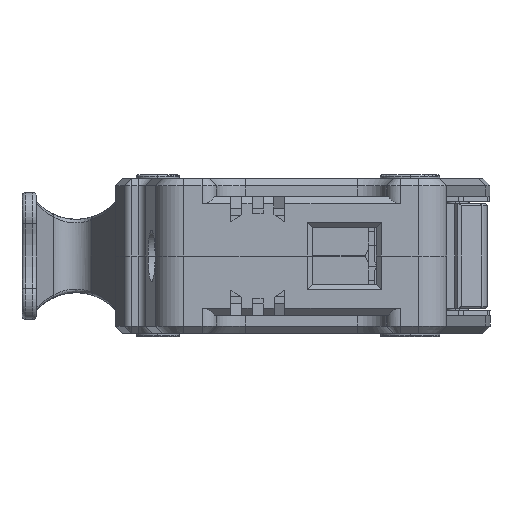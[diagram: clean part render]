
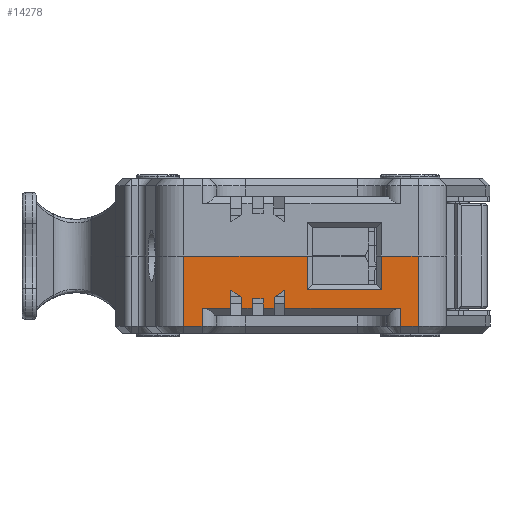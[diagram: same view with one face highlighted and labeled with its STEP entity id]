
A CAD part, left-side view. The second image highlights one B-rep face of the part: STEP entity #14278.
In plain terms, the highlighted planar face has unit normal (-1, 0, 0).
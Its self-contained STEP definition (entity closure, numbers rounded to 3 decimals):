
#3097=DIRECTION('',(0.,1.,0.));
#3098=VECTOR('',#3097,2.514);
#3099=CARTESIAN_POINT('',(-63.5,7.85,
-9.75));
#3100=LINE('',#3099,#3098);
#3101=DIRECTION('',(0.,-1.,0.));
#3102=VECTOR('',#3101,17.114);
#3103=CARTESIAN_POINT('',(-63.5,10.364,0.));
#3104=LINE('',#3103,#3102);
#3105=DIRECTION('',(0.,1.,0.));
#3106=VECTOR('',#3105,2.421);
#3107=CARTESIAN_POINT('',(-63.5,-22.171,
-9.75));
#3108=LINE('',#3107,#3106);
#3109=DIRECTION('',(0.,1.,0.));
#3110=VECTOR('',#3109,16.1);
#3111=CARTESIAN_POINT('',(-63.5,-19.75,-7.25));
#3112=LINE('',#3111,#3110);
#3113=DIRECTION('',(0.,0.,1.));
#3114=VECTOR('',#3113,2.5);
#3115=CARTESIAN_POINT('',(-63.5,-3.65,-7.25));
#3116=LINE('',#3115,#3114);
#3117=DIRECTION('',(0.,0.832,-0.555));
#3118=VECTOR('',#3117,1.803);
#3119=CARTESIAN_POINT('',(-63.5,-3.65,-4.75));
#3120=LINE('',#3119,#3118);
#3121=DIRECTION('',(0.,0.,1.));
#3122=VECTOR('',#3121,1.3);
#3123=CARTESIAN_POINT('',(-63.5,-0.65,-7.25));
#3124=LINE('',#3123,#3122);
#3125=DIRECTION('',(0.,1.,0.));
#3126=VECTOR('',#3125,1.5);
#3127=CARTESIAN_POINT('',(-63.5,-0.65,-5.95));
#3128=LINE('',#3127,#3126);
#3129=DIRECTION('',(0.,0.,1.));
#3130=VECTOR('',#3129,1.5);
#3131=CARTESIAN_POINT('',(-63.5,2.35,-7.25));
#3132=LINE('',#3131,#3130);
#3133=DIRECTION('',(0.,0.832,0.555));
#3134=VECTOR('',#3133,1.803);
#3135=CARTESIAN_POINT('',(-63.5,2.35,-5.75));
#3136=LINE('',#3135,#3134);
#3137=DIRECTION('',(0.,1.,0.));
#3138=VECTOR('',#3137,4.);
#3139=CARTESIAN_POINT('',(-63.5,3.85,-7.25));
#3140=LINE('',#3139,#3138);
#3145=DIRECTION('',(0.,0.,-1.));
#3146=VECTOR('',#3145,9.75);
#3147=CARTESIAN_POINT('',(-63.5,10.364,0.));
#3148=LINE('',#3147,#3146);
#3225=DIRECTION('',(0.,0.,1.));
#3226=VECTOR('',#3225,4.65);
#3227=CARTESIAN_POINT('',(-63.5,-6.75,-4.65));
#3228=LINE('',#3227,#3226);
#3229=DIRECTION('',(0.,1.,0.));
#3230=VECTOR('',#3229,10.3);
#3231=CARTESIAN_POINT('',(-63.5,-17.05,-4.65));
#3232=LINE('',#3231,#3230);
#3253=DIRECTION('',(0.,0.,-1.));
#3254=VECTOR('',#3253,4.65);
#3255=CARTESIAN_POINT('',(-63.5,-17.05,0.));
#3256=LINE('',#3255,#3254);
#3280=DIRECTION('',(0.,1.,0.));
#3281=VECTOR('',#3280,5.121);
#3282=CARTESIAN_POINT('',(-63.5,-22.171,0.));
#3283=LINE('',#3282,#3281);
#6165=DIRECTION('',(0.,0.,1.));
#6166=VECTOR('',#6165,9.75);
#6167=CARTESIAN_POINT('',(-63.5,-22.171,
-9.75));
#6168=LINE('',#6167,#6166);
#6240=DIRECTION('',(0.,0.,-1.));
#6241=VECTOR('',#6240,2.5);
#6242=CARTESIAN_POINT('',(-63.5,-19.75,-7.25));
#6243=LINE('',#6242,#6241);
#6300=DIRECTION('',(0.,-1.,0.));
#6301=VECTOR('',#6300,1.5);
#6302=CARTESIAN_POINT('',(-63.5,-0.65,-7.25));
#6303=LINE('',#6302,#6301);
#6308=DIRECTION('',(0.,0.,1.));
#6309=VECTOR('',#6308,1.5);
#6310=CARTESIAN_POINT('',(-63.5,-2.15,-7.25));
#6311=LINE('',#6310,#6309);
#6356=DIRECTION('',(0.,0.,1.));
#6357=VECTOR('',#6356,1.3);
#6358=CARTESIAN_POINT('',(-63.5,0.85,-7.25));
#6359=LINE('',#6358,#6357);
#6368=DIRECTION('',(0.,-1.,0.));
#6369=VECTOR('',#6368,1.5);
#6370=CARTESIAN_POINT('',(-63.5,2.35,-7.25));
#6371=LINE('',#6370,#6369);
#6396=DIRECTION('',(0.,0.,1.));
#6397=VECTOR('',#6396,2.5);
#6398=CARTESIAN_POINT('',(-63.5,3.85,-7.25));
#6399=LINE('',#6398,#6397);
#6418=DIRECTION('',(0.,0.,1.));
#6419=VECTOR('',#6418,2.5);
#6420=CARTESIAN_POINT('',(-63.5,7.85,
-9.75));
#6421=LINE('',#6420,#6419);
#9484=CARTESIAN_POINT('',(-63.5,-3.65,-7.25));
#9486=VERTEX_POINT('',#9484);
#9490=CARTESIAN_POINT('',(-63.5,-3.65,-4.75));
#9491=VERTEX_POINT('',#9490);
#9492=CARTESIAN_POINT('',(-63.5,-19.75,-7.25));
#9493=VERTEX_POINT('',#9492);
#9495=CARTESIAN_POINT('',(-63.5,7.85,
-9.75));
#9496=CARTESIAN_POINT('',(-63.5,10.364,
-9.75));
#9497=VERTEX_POINT('',#9495);
#9498=VERTEX_POINT('',#9496);
#9499=CARTESIAN_POINT('',(-63.5,10.364,0.));
#9500=VERTEX_POINT('',#9499);
#9501=CARTESIAN_POINT('',(-63.5,-6.75,0.));
#9502=VERTEX_POINT('',#9501);
#9503=CARTESIAN_POINT('',(-63.5,-6.75,-4.65));
#9504=VERTEX_POINT('',#9503);
#9505=CARTESIAN_POINT('',(-63.5,-17.05,-4.65));
#9506=VERTEX_POINT('',#9505);
#9507=CARTESIAN_POINT('',(-63.5,-17.05,0.));
#9508=VERTEX_POINT('',#9507);
#9509=CARTESIAN_POINT('',(-63.5,-22.171,0.));
#9510=VERTEX_POINT('',#9509);
#9511=CARTESIAN_POINT('',(-63.5,-22.171,
-9.75));
#9512=VERTEX_POINT('',#9511);
#9513=CARTESIAN_POINT('',(-63.5,-19.75,
-9.75));
#9514=VERTEX_POINT('',#9513);
#9515=CARTESIAN_POINT('',(-63.5,-2.15,-5.75));
#9516=VERTEX_POINT('',#9515);
#9517=CARTESIAN_POINT('',(-63.5,-2.15,-7.25));
#9518=VERTEX_POINT('',#9517);
#9519=CARTESIAN_POINT('',(-63.5,-0.65,-7.25));
#9520=VERTEX_POINT('',#9519);
#9521=CARTESIAN_POINT('',(-63.5,-0.65,-5.95));
#9522=VERTEX_POINT('',#9521);
#9523=CARTESIAN_POINT('',(-63.5,0.85,-5.95));
#9524=VERTEX_POINT('',#9523);
#9525=CARTESIAN_POINT('',(-63.5,0.85,-7.25));
#9526=VERTEX_POINT('',#9525);
#9527=CARTESIAN_POINT('',(-63.5,2.35,-7.25));
#9528=VERTEX_POINT('',#9527);
#9529=CARTESIAN_POINT('',(-63.5,2.35,-5.75));
#9530=VERTEX_POINT('',#9529);
#9531=CARTESIAN_POINT('',(-63.5,3.85,-4.75));
#9532=VERTEX_POINT('',#9531);
#9533=CARTESIAN_POINT('',(-63.5,3.85,-7.25));
#9534=VERTEX_POINT('',#9533);
#9535=CARTESIAN_POINT('',(-63.5,7.85,-7.25));
#9536=VERTEX_POINT('',#9535);
#14227=CARTESIAN_POINT('',(-63.5,-2.15,-10.75));
#14228=DIRECTION('',(-1.,0.,0.));
#14229=DIRECTION('',(0.,-1.,0.));
#14230=AXIS2_PLACEMENT_3D('',#14227,#14228,#14229);
#14231=PLANE('',#14230);
#14232=ORIENTED_EDGE('',*,*,#12394,.T.);
#14234=ORIENTED_EDGE('',*,*,#14233,.F.);
#14236=ORIENTED_EDGE('',*,*,#14235,.T.);
#14238=ORIENTED_EDGE('',*,*,#14237,.F.);
#14240=ORIENTED_EDGE('',*,*,#14239,.F.);
#14242=ORIENTED_EDGE('',*,*,#14241,.F.);
#14244=ORIENTED_EDGE('',*,*,#14243,.F.);
#14246=ORIENTED_EDGE('',*,*,#14245,.F.);
#14247=ORIENTED_EDGE('',*,*,#12282,.T.);
#14249=ORIENTED_EDGE('',*,*,#14248,.F.);
#14250=ORIENTED_EDGE('',*,*,#14218,.T.);
#14251=ORIENTED_EDGE('',*,*,#14207,.T.);
#14253=ORIENTED_EDGE('',*,*,#14252,.T.);
#14255=ORIENTED_EDGE('',*,*,#14254,.F.);
#14257=ORIENTED_EDGE('',*,*,#14256,.F.);
#14259=ORIENTED_EDGE('',*,*,#14258,.T.);
#14261=ORIENTED_EDGE('',*,*,#14260,.T.);
#14263=ORIENTED_EDGE('',*,*,#14262,.F.);
#14265=ORIENTED_EDGE('',*,*,#14264,.F.);
#14267=ORIENTED_EDGE('',*,*,#14266,.T.);
#14269=ORIENTED_EDGE('',*,*,#14268,.T.);
#14271=ORIENTED_EDGE('',*,*,#14270,.F.);
#14273=ORIENTED_EDGE('',*,*,#14272,.T.);
#14275=ORIENTED_EDGE('',*,*,#14274,.F.);
#14276=EDGE_LOOP('',(#14232,#14234,#14236,#14238,#14240,#14242,#14244,#14246,
#14247,#14249,#14250,#14251,#14253,#14255,#14257,#14259,#14261,#14263,#14265,
#14267,#14269,#14271,#14273,#14275));
#14277=FACE_OUTER_BOUND('',#14276,.F.);
#12282=EDGE_CURVE('',#9512,#9514,#3108,.T.);
#12394=EDGE_CURVE('',#9497,#9498,#3100,.T.);
#14207=EDGE_CURVE('',#9486,#9491,#3116,.T.);
#14218=EDGE_CURVE('',#9493,#9486,#3112,.T.);
#14233=EDGE_CURVE('',#9500,#9498,#3148,.T.);
#14235=EDGE_CURVE('',#9500,#9502,#3104,.T.);
#14237=EDGE_CURVE('',#9504,#9502,#3228,.T.);
#14239=EDGE_CURVE('',#9506,#9504,#3232,.T.);
#14241=EDGE_CURVE('',#9508,#9506,#3256,.T.);
#14243=EDGE_CURVE('',#9510,#9508,#3283,.T.);
#14245=EDGE_CURVE('',#9512,#9510,#6168,.T.);
#14248=EDGE_CURVE('',#9493,#9514,#6243,.T.);
#14252=EDGE_CURVE('',#9491,#9516,#3120,.T.);
#14254=EDGE_CURVE('',#9518,#9516,#6311,.T.);
#14256=EDGE_CURVE('',#9520,#9518,#6303,.T.);
#14258=EDGE_CURVE('',#9520,#9522,#3124,.T.);
#14260=EDGE_CURVE('',#9522,#9524,#3128,.T.);
#14262=EDGE_CURVE('',#9526,#9524,#6359,.T.);
#14264=EDGE_CURVE('',#9528,#9526,#6371,.T.);
#14266=EDGE_CURVE('',#9528,#9530,#3132,.T.);
#14268=EDGE_CURVE('',#9530,#9532,#3136,.T.);
#14270=EDGE_CURVE('',#9534,#9532,#6399,.T.);
#14272=EDGE_CURVE('',#9534,#9536,#3140,.T.);
#14274=EDGE_CURVE('',#9497,#9536,#6421,.T.);
#14278=ADVANCED_FACE('',(#14277),#14231,.T.);
